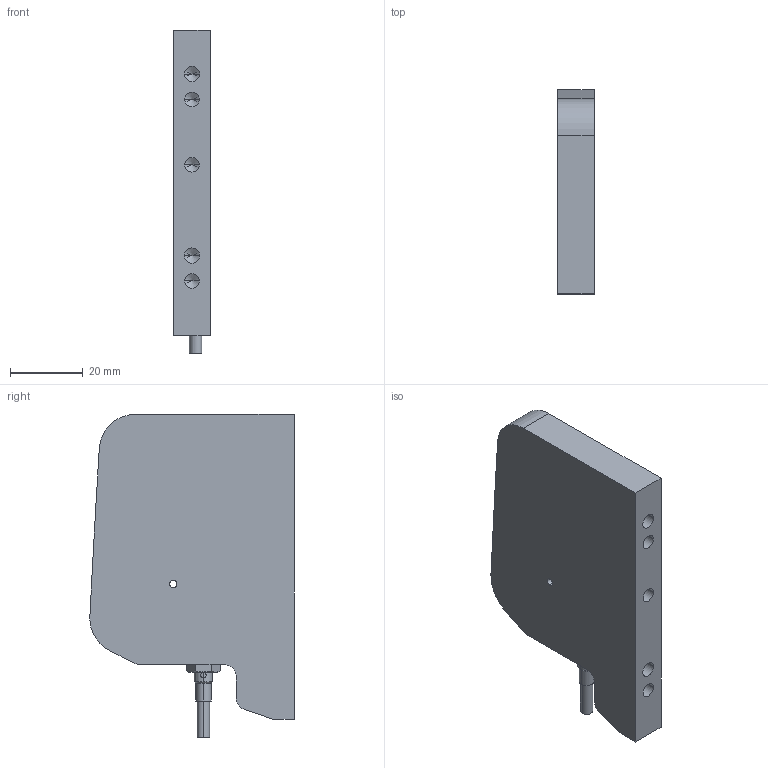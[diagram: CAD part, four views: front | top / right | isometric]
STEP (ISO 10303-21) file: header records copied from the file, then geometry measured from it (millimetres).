
FILE_DESCRIPTION (( 'STEP AP214' ), '1' );
FILE_NAME ('43625~1.STEP', '2017-09-11T04:50:43', ( '' ), ( '' ), 'SwSTEP 2.0', 'SolidWorks 2016', '' );
FILE_SCHEMA (( 'AUTOMOTIVE_DESIGN' ));
Length unit declared in the file: millimetre
Products named in the file (5): 38799~0_M 5 B; 39894~2_KUNDE<S>; 44833~0_ohne Muttern<S>; 44691~0_KUNDE<S>; 43625~1
Assembly tree (4 placements, depth 3):
  43625~1
    44691~0_KUNDE<S>
      39894~2_KUNDE<S>
    44833~0_ohne Muttern<S>
    38799~0_M 5 B
Bounding box: 10.02 x 56.29 x 89 mm (x, y, z)
Volume: 38916.1 mm3; surface area: 12396.8 mm2
Topology: 3 solids, 3 shells, 86 faces, 196 edges, 112 vertices
Faces by surface type: cone 34, cylinder 33, plane 19
Entity records: 2828 total; most frequent: CARTESIAN_POINT 554, DIRECTION 424, ORIENTED_EDGE 368, EDGE_CURVE 184, AXIS2_PLACEMENT_3D 174, VERTEX_POINT 112, EDGE_LOOP 98, FACE_OUTER_BOUND 86
